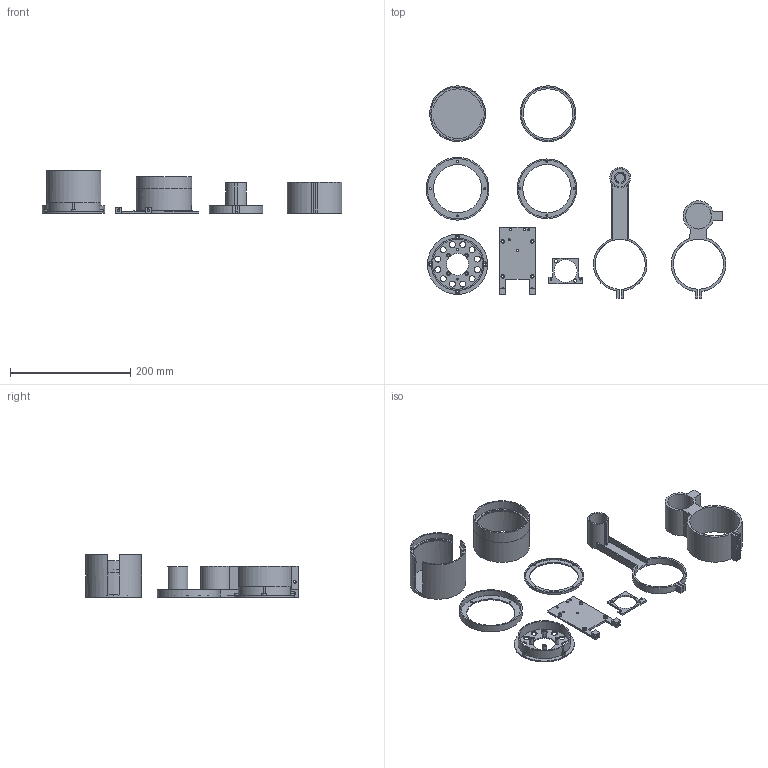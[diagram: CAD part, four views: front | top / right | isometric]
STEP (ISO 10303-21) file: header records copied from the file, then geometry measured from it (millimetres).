
FILE_DESCRIPTION(/* description */ (''),/* implementation_level */ '2;1');
FILE_NAME(/* name */ 'CAPV5 v15.step',/* time_stamp */ '2025-08-08T20:13:07-04:00',/* author */ (''),/* organization */ (''),/* preprocessor_version */ 'ST-DEVELOPER v20.1',/* originating_system */ 'Autodesk Translation Framework v14.4.0.0',/* authorisation */ '');
FILE_SCHEMA (('AUTOMOTIVE_DESIGN { 1 0 10303 214 3 1 1 }'));
Length unit declared in the file: millimetre
Products named in the file (2): CAPV5; Component1
Assembly tree (1 placements, depth 2):
  CAPV5
    Component1
Bounding box: 497.48 x 352.52 x 70 mm (x, y, z)
Volume: 324210.4 mm3; surface area: 251970.7 mm2
Topology: 10 solids, 10 shells, 244 faces, 649 edges, 432 vertices
Faces by surface type: cylinder 128, plane 111, cone 3, bspline 2
Full cylindrical faces by diameter (mm): 2.8 x2, 3.2 x10, 3.4 x5, 3.5 x10, 4.1 x6, 4.2 x2, 4.826 x5, 5.5 x2, 6 x8, 6.731 x8, 10 x12, 38 x1, 43 x1, 80.2 x2, 82.5 x1, 83 x1, 88.5 x4, 92.5 x3, 95.2 x1, 99 x1, 100 x1, 100.2 x1, 104.2 x1
Entity records: 9326 total; most frequent: CARTESIAN_POINT 2860, DIRECTION 1335, ORIENTED_EDGE 1298, EDGE_CURVE 649, AXIS2_PLACEMENT_3D 504, VERTEX_POINT 432, EDGE_LOOP 355, LINE 327
